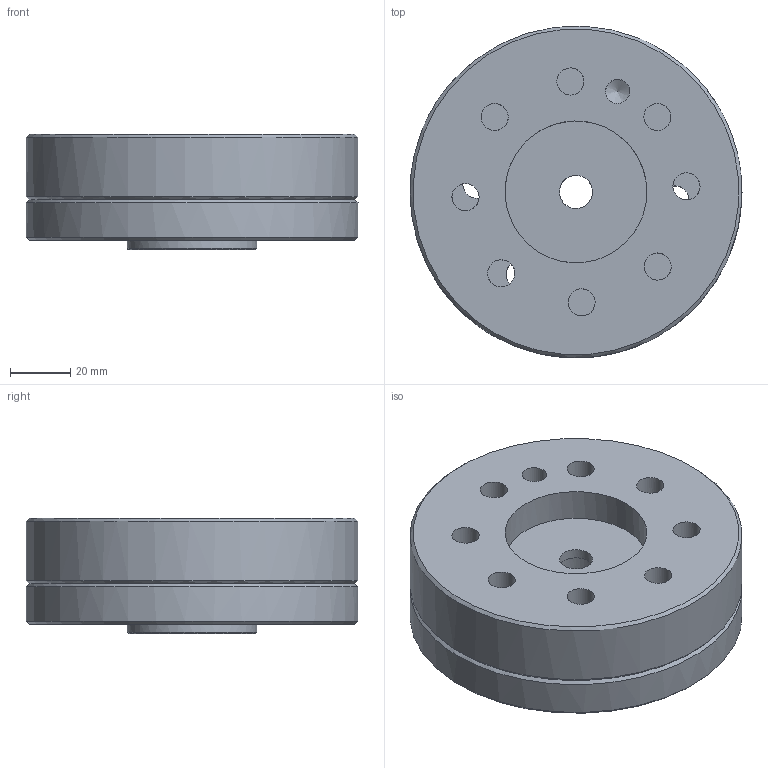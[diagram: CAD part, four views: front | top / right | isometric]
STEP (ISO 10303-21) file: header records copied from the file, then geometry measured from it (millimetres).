
FILE_DESCRIPTION(('OPEN MIND Model'),'2;1');
FILE_NAME('OPEN MIND Shape Model','2022-02-01T17:30:02',('Author'),( 'hyperCAD-S '),'hyperCAD-S STEP processor 6.6','hyperCAD-S 1.0' ,'Unknown');
FILE_SCHEMA(('AUTOMOTIVE_DESIGN { 1 2 10303 214 -1 1 5 4 }'));
Length unit declared in the file: millimetre
Products named in the file (3): Product 1; Product 1.1; Product 1.2
Assembly tree (2 placements, depth 2):
  Product 1
    Product 1.1
    Product 1.2
Bounding box: 110 x 109.9 x 38.35 mm (x, y, z)
Volume: 264836.2 mm3; surface area: 66560.3 mm2
Topology: 2 solids, 2 shells, 105 faces, 347 edges, 267 vertices
Faces by surface type: cylinder 64, plane 25, revolution 12, cone 3, bspline 1
Full cylindrical faces by diameter (mm): 6.8 x16, 8 x1, 8.5 x8, 9 x14, 11 x1, 13.5 x8, 16 x8, 18 x1, 21 x1, 39.985 x1, 40.01 x1, 43 x1, 47 x1, 110 x2
Entity records: 28664 total; most frequent: CARTESIAN_POINT 23029, B_SPLINE_CURVE_WITH_KNOTS 796, ORIENTED_EDGE 676, PCURVE 676, DEFINITIONAL_REPRESENTATION 676, DIRECTION 487, EDGE_CURVE 338, VERTEX_POINT 267
